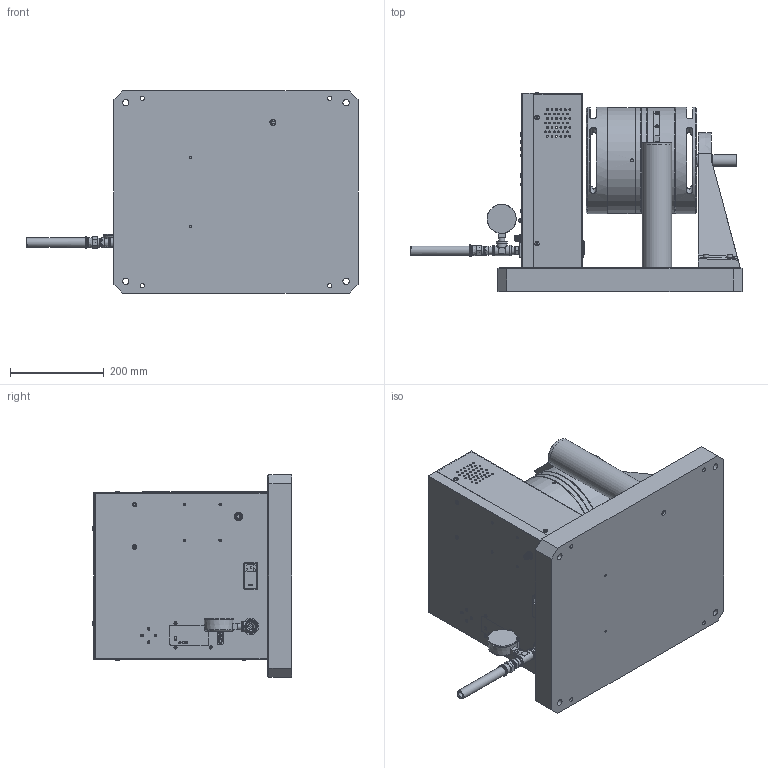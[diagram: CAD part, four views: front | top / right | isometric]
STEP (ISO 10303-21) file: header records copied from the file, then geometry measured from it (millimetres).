
FILE_DESCRIPTION (( 'STEP AP203' ), '1' );
FILE_NAME ('HD-805-XC1-0100_-.stp', '2022-07-15T15:28:34', ( '' ), ( '' ), 'SwSTEP 2.0', 'SolidWorks 2020', '' );
FILE_SCHEMA (( 'CONFIG_CONTROL_DESIGN' ));
Length unit declared in the file: millimetre
Products named in the file (1): HD-805-XC1-0100_-
Bounding box: 708.18 x 424.84 x 431.8 mm (x, y, z)
Surface area: 1863427.9 mm2 (no closed solid volume)
Topology: 0 solids, 120 shells, 830 faces, 3470 edges, 2731 vertices
Faces by surface type: plane 394, cylinder 301, cone 74, torus 37, bspline 24
Full cylindrical faces by diameter (mm): 1.016 x6, 2.8 x2, 3.175 x1, 3.572 x3, 3.8 x84, 4.366 x4, 4.75 x3, 4.763 x3, 5.08 x2, 5.105 x1, 5.41 x2, 5.563 x4, 6.345 x1, 6.35 x2, 6.655 x4, 7.366 x2, 7.391 x2, 7.925 x1, 8.204 x1, 8.3 x1, 8.331 x2, 9 x4, 9.169 x8, 10 x1, 10.236 x2, 10.7 x2, 11.906 x5, 12.7 x2, 12.802 x1, 13.335 x1
Entity records: 45224 total; most frequent: CARTESIAN_POINT 18936, DIRECTION 5184, ORIENTED_EDGE 4164, EDGE_CURVE 3072, VERTEX_POINT 2626, AXIS2_PLACEMENT_3D 1875, EDGE_LOOP 1523, LINE 1434
